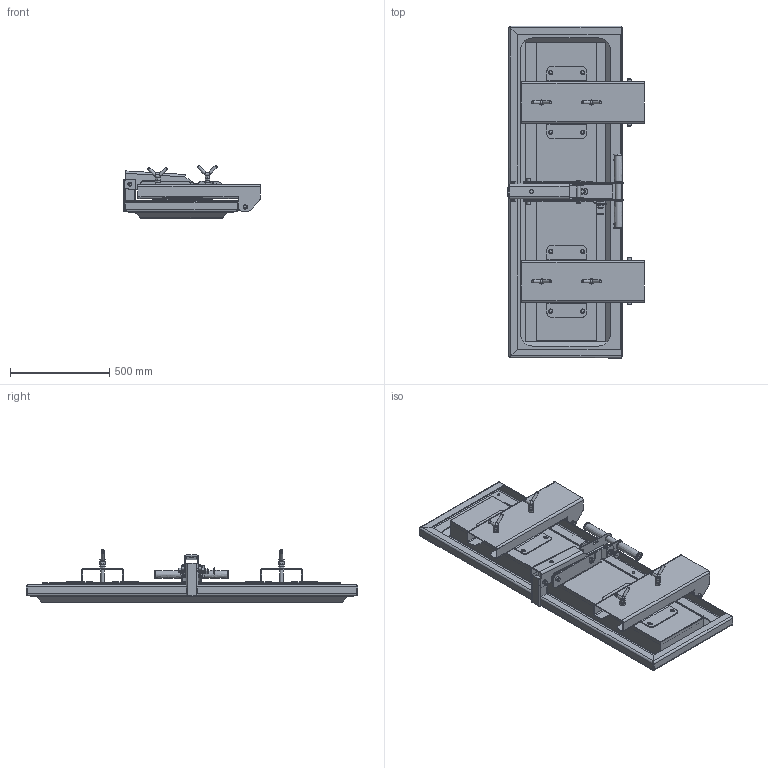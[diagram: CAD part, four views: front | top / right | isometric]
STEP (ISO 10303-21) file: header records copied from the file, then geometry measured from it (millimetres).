
FILE_DESCRIPTION(/* description */ (''),/* implementation_level */ '2;1');
FILE_NAME(/* name */ 'E0057845 B.stp',/* time_stamp */ '2019-06-18T10:00:54+02:00',/* author */ ('cr'),/* organization */ (''),/* preprocessor_version */ 'ST-DEVELOPER v17.2',/* originating_system */ 'Autodesk Inventor 2019',/* authorisation */ '');
FILE_SCHEMA (('AUTOMOTIVE_DESIGN { 1 0 10303 214 3 1 1 }'));
Length unit declared in the file: millimetre
Products named in the file (1): Part1
Bounding box: 686 x 1670 x 266.9 mm (x, y, z)
Volume: 20215325.8 mm3; surface area: 6053726.1 mm2
Topology: 15 solids, 16 shells, 1070 faces, 2793 edges, 1757 vertices
Faces by surface type: plane 571, cylinder 328, cone 100, bspline 58, torus 13
Full cylindrical faces by diameter (mm): 3 x2, 6 x2, 10 x1, 12 x14, 15 x8, 16 x19, 17 x4, 18 x1, 20 x8, 20.5 x1, 21 x19, 26 x1, 30 x1, 30.2 x2, 33 x1
Entity records: 38437 total; most frequent: CARTESIAN_POINT 11376, ORIENTED_EDGE 5588, DIRECTION 5153, EDGE_CURVE 2794, AXIS2_PLACEMENT_3D 1788, VERTEX_POINT 1759, LINE 1577, VECTOR 1577
